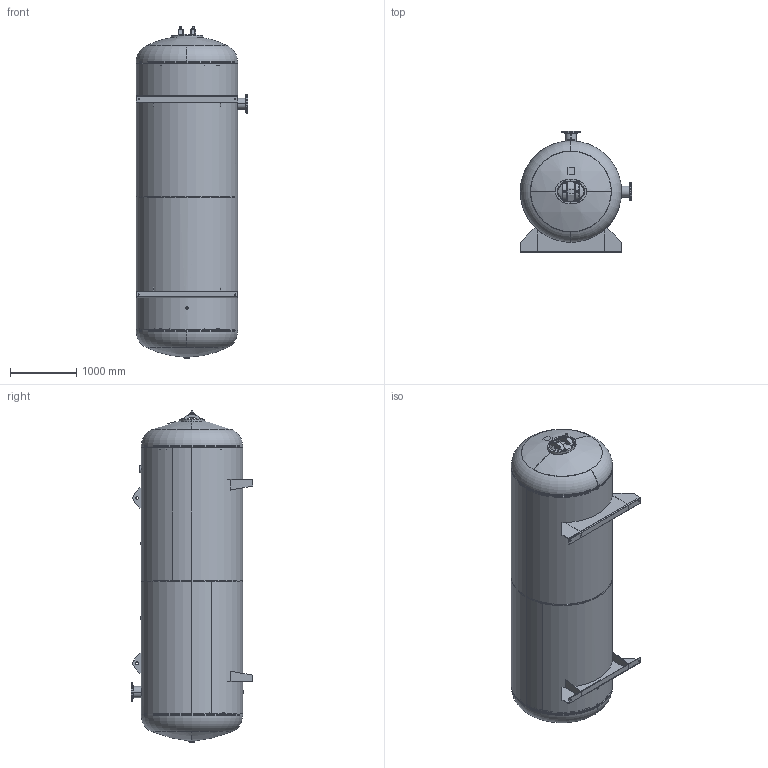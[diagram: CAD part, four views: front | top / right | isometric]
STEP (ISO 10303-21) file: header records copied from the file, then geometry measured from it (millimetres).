
FILE_DESCRIPTION (( 'STEP AP214' ), '1' );
FILE_NAME ('302498.STEP', '2025-02-28T20:52:35', ( '' ), ( '' ), 'SwSTEP 2.0', 'SolidWorks 2022', '' );
FILE_SCHEMA (( 'AUTOMOTIVE_DESIGN' ));
Length unit declared in the file: millimetre
Products named in the file (1): 302498
Bounding box: 1676.4 x 1830.39 x 4997.35 mm (x, y, z)
Volume: 213714244.5 mm3; surface area: 53628719.3 mm2
Topology: 33 solids, 33 shells, 559 faces, 1340 edges, 858 vertices
Faces by surface type: plane 214, cylinder 207, torus 90, bspline 40, sphere 8
Entity records: 34189 total; most frequent: CARTESIAN_POINT 14524, DIRECTION 2760, ORIENTED_EDGE 2680, EDGE_CURVE 1340, AXIS2_PLACEMENT_3D 1088, VERTEX_POINT 858, EDGE_LOOP 662, UNCERTAINTY_MEASURE_WITH_UNIT 594
